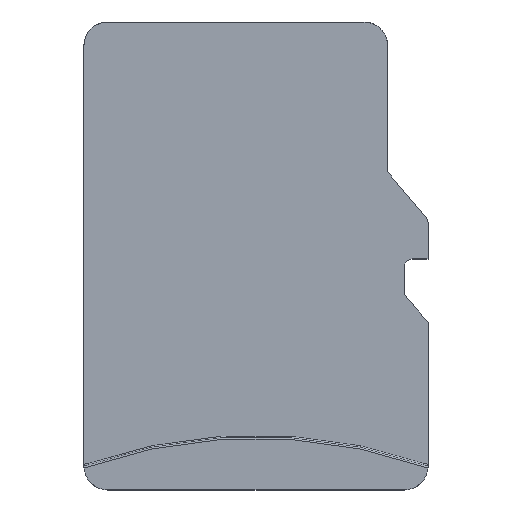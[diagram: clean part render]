
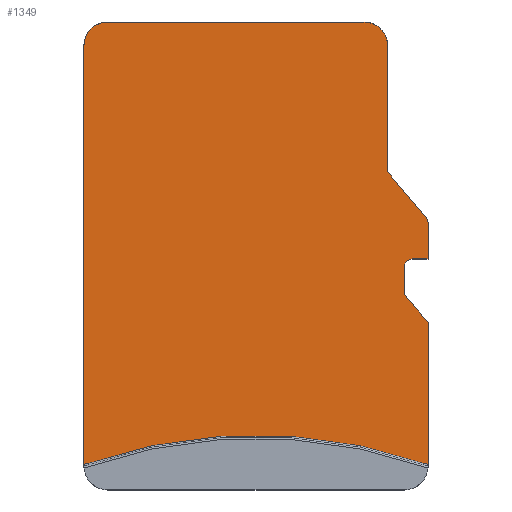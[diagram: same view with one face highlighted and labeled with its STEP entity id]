
A CAD part, top view. The second image highlights one B-rep face of the part: STEP entity #1349.
In plain terms, the highlighted planar face has unit normal (0, 0, 1).
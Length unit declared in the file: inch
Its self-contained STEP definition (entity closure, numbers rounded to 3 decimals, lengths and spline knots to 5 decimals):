
#128=FACE_OUTER_BOUND('',#213,.T.);
#213=EDGE_LOOP('',(#1171,#1172,#1173,#1174,#1175,#1176,#1177,#1178,#1179,
#1180,#1181,#1182,#1183,#1184));
#230=CIRCLE('',#1422,0.03);
#233=CIRCLE('',#1436,0.01);
#234=CIRCLE('',#1440,0.01);
#235=CIRCLE('',#1444,0.03);
#236=CIRCLE('',#1460,0.6549);
#357=LINE('',#2106,#512);
#365=LINE('',#2159,#520);
#367=LINE('',#2163,#522);
#369=LINE('',#2167,#524);
#372=LINE('',#2175,#527);
#374=LINE('',#2179,#529);
#377=LINE('',#2187,#532);
#379=LINE('',#2191,#534);
#390=LINE('',#2225,#545);
#512=VECTOR('',#1701,39.37008);
#520=VECTOR('',#1723,39.37008);
#522=VECTOR('',#1727,39.37008);
#524=VECTOR('',#1731,39.37008);
#527=VECTOR('',#1740,39.37008);
#529=VECTOR('',#1744,39.37008);
#532=VECTOR('',#1753,39.37008);
#534=VECTOR('',#1757,39.37008);
#545=VECTOR('',#1802,39.37008);
#638=VERTEX_POINT('',#2094);
#639=VERTEX_POINT('',#2096);
#642=VERTEX_POINT('',#2104);
#650=VERTEX_POINT('',#2155);
#651=VERTEX_POINT('',#2157);
#652=VERTEX_POINT('',#2161);
#653=VERTEX_POINT('',#2165);
#654=VERTEX_POINT('',#2169);
#655=VERTEX_POINT('',#2173);
#656=VERTEX_POINT('',#2177);
#657=VERTEX_POINT('',#2181);
#658=VERTEX_POINT('',#2185);
#659=VERTEX_POINT('',#2189);
#661=VERTEX_POINT('',#2194);
#795=EDGE_CURVE('',#638,#639,#230,.T.);
#800=EDGE_CURVE('',#638,#642,#357,.T.);
#813=EDGE_CURVE('',#650,#651,#365,.T.);
#815=EDGE_CURVE('',#651,#652,#367,.T.);
#817=EDGE_CURVE('',#652,#653,#369,.T.);
#819=EDGE_CURVE('',#654,#653,#233,.T.);
#821=EDGE_CURVE('',#654,#655,#372,.T.);
#823=EDGE_CURVE('',#655,#656,#374,.T.);
#825=EDGE_CURVE('',#656,#657,#234,.T.);
#827=EDGE_CURVE('',#657,#658,#377,.T.);
#829=EDGE_CURVE('',#658,#659,#379,.T.);
#831=EDGE_CURVE('',#659,#661,#235,.T.);
#842=EDGE_CURVE('',#639,#661,#390,.T.);
#843=EDGE_CURVE('',#650,#642,#236,.T.);
#1171=ORIENTED_EDGE('',*,*,#831,.T.);
#1172=ORIENTED_EDGE('',*,*,#842,.F.);
#1173=ORIENTED_EDGE('',*,*,#795,.F.);
#1174=ORIENTED_EDGE('',*,*,#800,.T.);
#1175=ORIENTED_EDGE('',*,*,#843,.F.);
#1176=ORIENTED_EDGE('',*,*,#813,.T.);
#1177=ORIENTED_EDGE('',*,*,#815,.T.);
#1178=ORIENTED_EDGE('',*,*,#817,.T.);
#1179=ORIENTED_EDGE('',*,*,#819,.F.);
#1180=ORIENTED_EDGE('',*,*,#821,.T.);
#1181=ORIENTED_EDGE('',*,*,#823,.T.);
#1182=ORIENTED_EDGE('',*,*,#825,.T.);
#1183=ORIENTED_EDGE('',*,*,#827,.T.);
#1184=ORIENTED_EDGE('',*,*,#829,.T.);
#1280=PLANE('',#1459);
#1349=ADVANCED_FACE('',(#128),#1280,.F.);
#1422=AXIS2_PLACEMENT_3D('',#2097,#1691,#1692);
#1436=AXIS2_PLACEMENT_3D('',#2171,#1735,#1736);
#1440=AXIS2_PLACEMENT_3D('',#2183,#1748,#1749);
#1444=AXIS2_PLACEMENT_3D('',#2196,#1761,#1762);
#1459=AXIS2_PLACEMENT_3D('',#2224,#1800,#1801);
#1460=AXIS2_PLACEMENT_3D('',#2226,#1803,#1804);
#1691=DIRECTION('center_axis',(0.,0.,
-1.));
#1692=DIRECTION('ref_axis',(-1.,0.,0.));
#1701=DIRECTION('',(0.,-1.,0.));
#1723=DIRECTION('',(0.,1.,0.));
#1727=DIRECTION('',(-0.651,0.759,0.));
#1731=DIRECTION('',(0.,1.,0.));
#1735=DIRECTION('center_axis',(0.,0.,
1.));
#1736=DIRECTION('ref_axis',(-1.,0.,0.));
#1740=DIRECTION('',(1.,0.,0.));
#1744=DIRECTION('',(0.,1.,0.));
#1748=DIRECTION('center_axis',(0.,0.,
1.));
#1749=DIRECTION('ref_axis',(-1.,0.,0.));
#1753=DIRECTION('',(-0.648,0.762,0.));
#1757=DIRECTION('',(0.,1.,0.));
#1761=DIRECTION('center_axis',(0.,0.,
1.));
#1762=DIRECTION('ref_axis',(-1.,0.,0.));
#1800=DIRECTION('center_axis',(0.,0.,
-1.));
#1801=DIRECTION('ref_axis',(0.,-1.,0.));
#1802=DIRECTION('',(1.,0.,0.));
#1803=DIRECTION('center_axis',(0.,0.,
1.));
#1804=DIRECTION('ref_axis',(-0.332,0.943,0.));
#2094=CARTESIAN_POINT('',(-0.2175,0.5616,0.033));
#2096=CARTESIAN_POINT('',(-0.1875,0.5916,0.033));
#2097=CARTESIAN_POINT('Origin',(-0.1875,0.5616,0.033));
#2104=CARTESIAN_POINT('',(-0.2175,0.03212,0.033));
#2106=CARTESIAN_POINT('',(-0.2175,0.2958,0.033));
#2155=CARTESIAN_POINT('',(0.2175,0.03212,0.033));
#2157=CARTESIAN_POINT('',(0.2175,0.212,0.033));
#2159=CARTESIAN_POINT('',(0.2175,0.121,0.033));
#2161=CARTESIAN_POINT('',(0.1875,0.247,0.033));
#2163=CARTESIAN_POINT('',(0.2025,0.2295,0.033));
#2165=CARTESIAN_POINT('',(0.1875,0.282,0.033));
#2167=CARTESIAN_POINT('',(0.1875,0.2645,0.033));
#2169=CARTESIAN_POINT('',(0.1975,0.292,0.033));
#2171=CARTESIAN_POINT('Origin',(0.1975,0.282,0.033));
#2173=CARTESIAN_POINT('',(0.2175,0.292,0.033));
#2175=CARTESIAN_POINT('',(0.2075,0.292,0.033));
#2177=CARTESIAN_POINT('',(0.2175,0.33832,0.033));
#2179=CARTESIAN_POINT('',(0.2175,0.31516,0.033));
#2181=CARTESIAN_POINT('',(0.21512,0.3448,0.033));
#2183=CARTESIAN_POINT('Origin',(0.2075,0.33832,0.033));
#2185=CARTESIAN_POINT('',(0.1665,0.402,0.033));
#2187=CARTESIAN_POINT('',(0.19081,0.3734,0.033));
#2189=CARTESIAN_POINT('',(0.1665,0.5616,0.033));
#2191=CARTESIAN_POINT('',(0.1665,0.4818,0.033));
#2194=CARTESIAN_POINT('',(0.1365,0.5916,0.033));
#2196=CARTESIAN_POINT('Origin',(0.1365,0.5616,0.033));
#2224=CARTESIAN_POINT('Origin',(0.2175,0.5916,0.033));
#2225=CARTESIAN_POINT('',(0.,0.5916,0.033));
#2226=CARTESIAN_POINT('Origin',(0.,-0.58561,
0.033));
